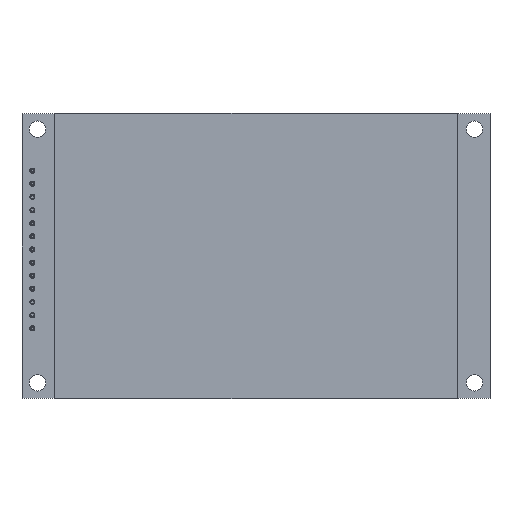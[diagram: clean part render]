
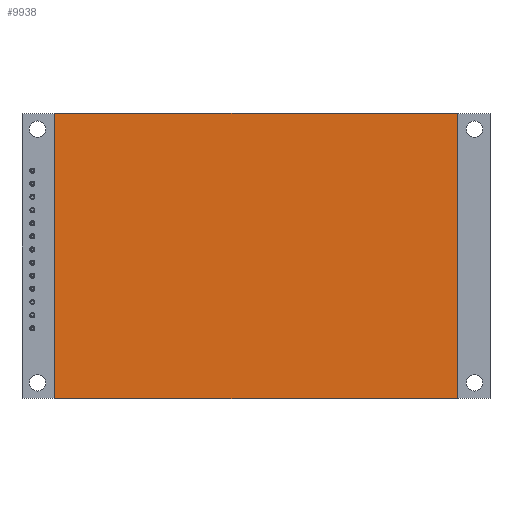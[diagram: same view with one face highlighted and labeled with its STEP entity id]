
A CAD part, top view. The second image highlights one B-rep face of the part: STEP entity #9938.
In plain terms, the highlighted planar face has unit normal (0, 0, 1).
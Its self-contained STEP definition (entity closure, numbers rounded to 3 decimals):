
#691=FACE_OUTER_BOUND('',#1282,.T.);
#1282=EDGE_LOOP('',(#8887,#8888,#8889,#8890));
#2603=LINE('',#15742,#3932);
#2606=LINE('',#15748,#3935);
#2609=LINE('',#15754,#3938);
#2612=LINE('',#15758,#3941);
#3932=VECTOR('',#12979,10.);
#3935=VECTOR('',#12984,10.);
#3938=VECTOR('',#12989,10.);
#3941=VECTOR('',#12994,10.);
#4800=VERTEX_POINT('',#15739);
#4801=VERTEX_POINT('',#15741);
#4803=VERTEX_POINT('',#15747);
#4805=VERTEX_POINT('',#15753);
#6159=EDGE_CURVE('',#4801,#4800,#2603,.T.);
#6162=EDGE_CURVE('',#4803,#4801,#2606,.T.);
#6165=EDGE_CURVE('',#4805,#4803,#2609,.T.);
#6168=EDGE_CURVE('',#4800,#4805,#2612,.T.);
#8887=ORIENTED_EDGE('',*,*,#6168,.T.);
#8888=ORIENTED_EDGE('',*,*,#6165,.T.);
#8889=ORIENTED_EDGE('',*,*,#6162,.T.);
#8890=ORIENTED_EDGE('',*,*,#6159,.T.);
#9407=PLANE('',#10533);
#9938=ADVANCED_FACE('',(#691),#9407,.T.);
#10533=AXIS2_PLACEMENT_3D('',#15759,#12995,#12996);
#12979=DIRECTION('',(1.,0.,0.));
#12984=DIRECTION('',(0.,-1.,0.));
#12989=DIRECTION('',(-1.,0.,0.));
#12994=DIRECTION('',(0.,1.,0.));
#12995=DIRECTION('center_axis',(0.,0.,1.));
#12996=DIRECTION('ref_axis',(1.,0.,0.));
#15739=CARTESIAN_POINT('',(38.96,-27.62,6.35));
#15741=CARTESIAN_POINT('',(-38.94,-27.62,6.35));
#15742=CARTESIAN_POINT('',(-38.94,-27.62,6.35));
#15747=CARTESIAN_POINT('',(-38.94,27.62,6.35));
#15748=CARTESIAN_POINT('',(-38.94,27.62,6.35));
#15753=CARTESIAN_POINT('',(38.96,27.62,6.35));
#15754=CARTESIAN_POINT('',(38.96,27.62,6.35));
#15758=CARTESIAN_POINT('',(38.96,-27.62,6.35));
#15759=CARTESIAN_POINT('Origin',(0.01,0.,6.35));
